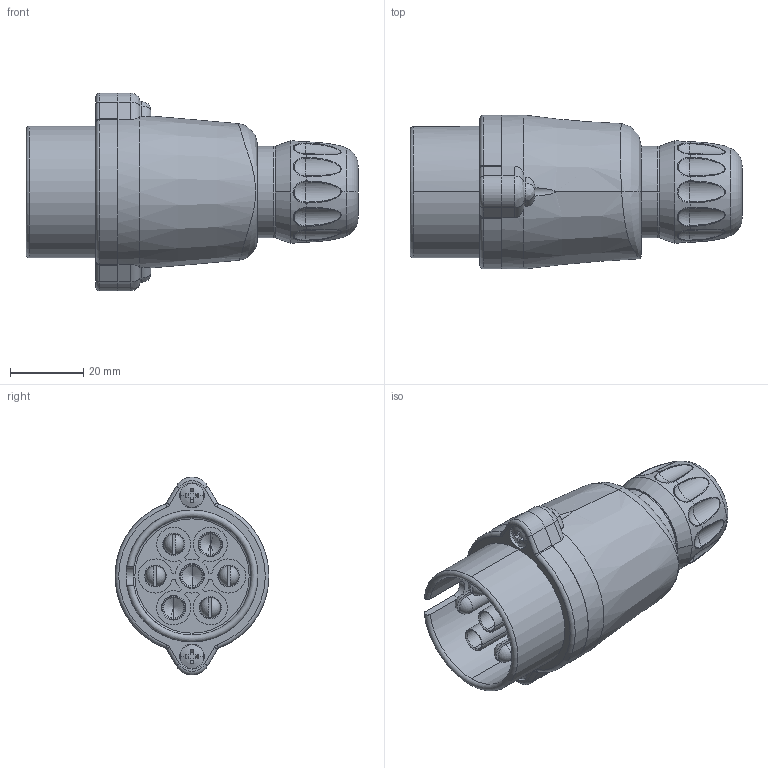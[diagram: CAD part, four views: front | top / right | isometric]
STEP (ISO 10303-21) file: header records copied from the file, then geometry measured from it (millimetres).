
FILE_DESCRIPTION((''),'2;1');
FILE_NAME('201048_DUMMY_SW0002','2018-03-23T',('rdca'),(''),'PRO/ENGINEER BY PARAMETRIC TECHNOLOGY CORPORATION, 2016100','PRO/ENGINEER BY PARAMETRIC TECHNOLOGY CORPORATION, 2016100','');
FILE_SCHEMA(('CONFIG_CONTROL_DESIGN'));
Length unit declared in the file: millimetre
Products named in the file (1): 201048_DUMMY_SW0002
Bounding box: 90.6 x 42 x 54 mm (x, y, z)
Surface area: 21099.1 mm2 (no closed solid volume)
Topology: 0 solids, 12 shells, 290 faces, 724 edges, 447 vertices
Faces by surface type: cylinder 117, plane 76, bspline 36, sphere 24, cone 22, torus 15
Entity records: 13682 total; most frequent: CARTESIAN_POINT 6866, DIRECTION 1464, ORIENTED_EDGE 1376, EDGE_CURVE 718, AXIS2_PLACEMENT_3D 586, VERTEX_POINT 447, CIRCLE 332, EDGE_LOOP 307
